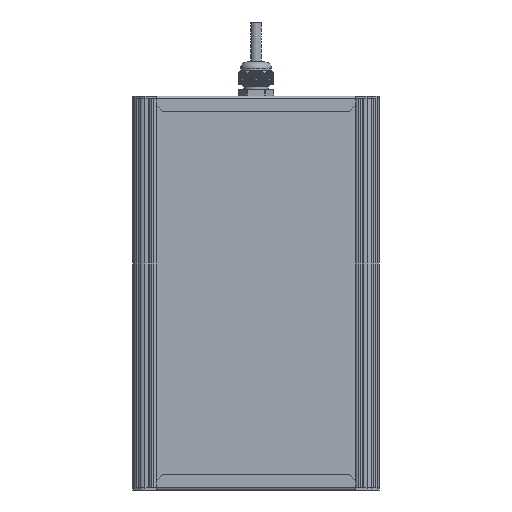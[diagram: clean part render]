
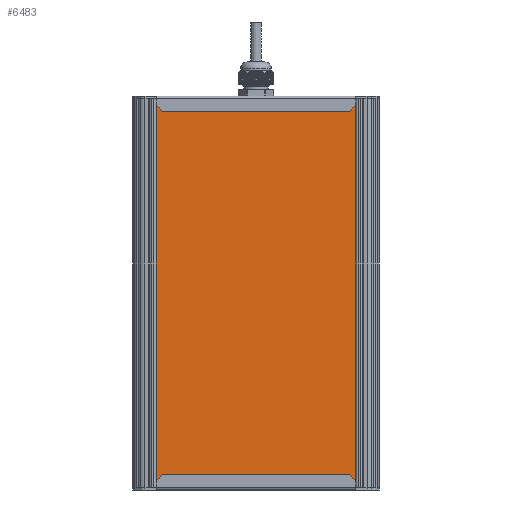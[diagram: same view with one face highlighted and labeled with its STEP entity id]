
A CAD part, front view. The second image highlights one B-rep face of the part: STEP entity #6483.
In plain terms, the highlighted face is planar.
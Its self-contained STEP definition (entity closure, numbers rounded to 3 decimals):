
#6483=ADVANCED_FACE('',(#16059),#16061,.T.);
#16059=FACE_BOUND('',#16060,.T.);
#16060=EDGE_LOOP('',(#44956,#44957,#44958,#44959));
#16061=PLANE('',#16062);
#16062=AXIS2_PLACEMENT_3D('',#16063,#16064,#16065);
#16063=CARTESIAN_POINT('',(2111.497,401.002,-34.582));
#16064=DIRECTION('',(0.,0.,-1.));
#16065=DIRECTION('',(0.,1.,0.));
#44956=ORIENTED_EDGE('',*,*,#52890,.F.);
#44957=ORIENTED_EDGE('',*,*,#52889,.T.);
#44958=ORIENTED_EDGE('',*,*,#52891,.F.);
#44959=ORIENTED_EDGE('',*,*,#52892,.F.);
#52889=EDGE_CURVE('',#59149,#59153,#59155,.T.);
#52890=EDGE_CURVE('',#59149,#59156,#59157,.T.);
#52891=EDGE_CURVE('',#59158,#59153,#59159,.T.);
#52892=EDGE_CURVE('',#59156,#59158,#59160,.T.);
#59149=VERTEX_POINT('',#78989);
#59153=VERTEX_POINT('',#78997);
#59155=LINE('',#79001,#79002);
#59156=VERTEX_POINT('',#79004);
#59157=LINE('',#79005,#79006);
#59158=VERTEX_POINT('',#79008);
#59159=LINE('',#79009,#79010);
#59160=LINE('',#79012,#79013);
#78989=CARTESIAN_POINT('',(2111.497,565.13,-34.582));
#78997=CARTESIAN_POINT('',(2407.497,565.13,-34.582));
#79001=CARTESIAN_POINT('',(2111.497,565.13,-34.582));
#79002=VECTOR('',#79003,1.);
#79003=DIRECTION('',(1.,0.,0.));
#79004=CARTESIAN_POINT('',(2111.497,401.002,-34.582));
#79005=CARTESIAN_POINT('',(2111.497,565.13,-34.582));
#79006=VECTOR('',#79007,1.);
#79007=DIRECTION('',(0.,-1.,0.));
#79008=CARTESIAN_POINT('',(2407.497,401.002,-34.582));
#79009=CARTESIAN_POINT('',(2407.497,401.002,-34.582));
#79010=VECTOR('',#79011,1.);
#79011=DIRECTION('',(0.,1.,0.));
#79012=CARTESIAN_POINT('',(2111.497,401.002,-34.582));
#79013=VECTOR('',#79014,1.);
#79014=DIRECTION('',(1.,0.,0.));
